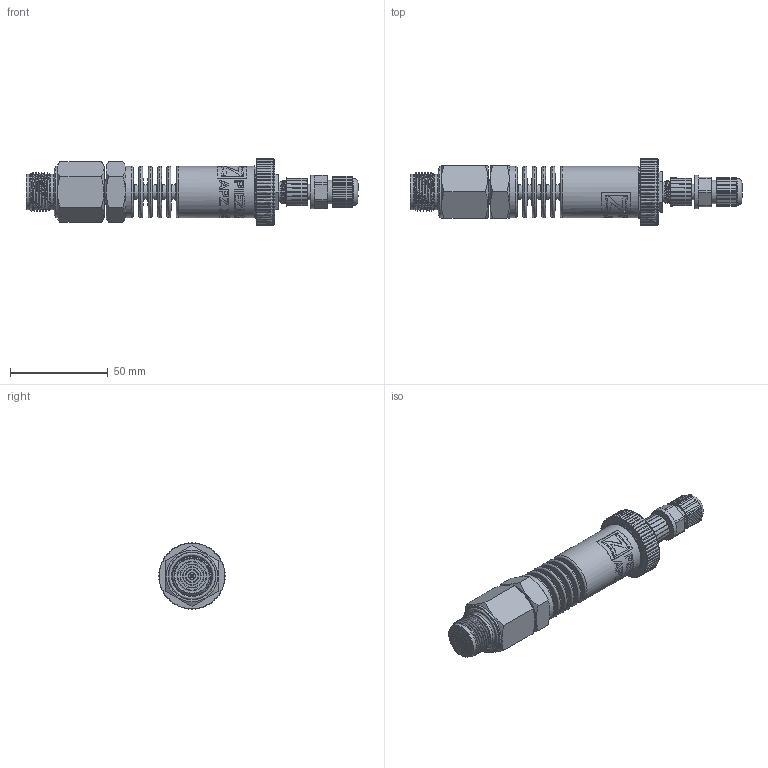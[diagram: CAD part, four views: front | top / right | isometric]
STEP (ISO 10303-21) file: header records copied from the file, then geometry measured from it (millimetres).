
FILE_DESCRIPTION(/* description */ (''),/* implementation_level */ '2;1');
FILE_NAME(/* name */ 'APZ3420m_M20x1,5DIN-flush_radiator_4.step',/* time_stamp */ '2021-07-06T15:39:49+03:00',/* author */ (''),/* organization */ (''),/* preprocessor_version */ 'ST-DEVELOPER v18.1',/* originating_system */ 'Autodesk Translation Framework v10.9.0.1377',/* authorisation */ '');
FILE_SCHEMA (('AUTOMOTIVE_DESIGN { 1 0 10303 214 3 1 1 }'));
Length unit declared in the file: millimetre
Products named in the file (7): АПЗ 3420м заполненная; G 1/4 EN Radiator; OMAL nut M27x1.5; Ш100.000.002; M12x1 male; M12x1 female straight; M20x1,5DIN diaphragm 18 v8
Assembly tree (6 placements, depth 2):
  АПЗ 3420м заполненная
    G 1/4 EN Radiator
    OMAL nut M27x1.5
    Ш100.000.002
    M12x1 male
    M12x1 female straight
    M20x1,5DIN diaphragm 18 v8
Bounding box: 170.05 x 34 x 34 mm (x, y, z)
Volume: 70655.4 mm3; surface area: 31589 mm2
Topology: 19 solids, 19 shells, 1069 faces, 2959 edges, 1980 vertices
Faces by surface type: bspline 508, plane 289, cylinder 181, cone 51, torus 40
Full cylindrical faces by diameter (mm): 1 x12, 1.5 x4, 2 x1, 3.3 x1, 4 x1, 5 x2, 5.1 x1, 7.3 x1, 7.5 x5, 8 x3, 8.2 x1, 9.5 x2, 10.293 x1, 10.6 x2, 10.741 x6, 11 x1, 11.445 x5, 11.884 x5, 12 x1, 13.157 x9, 14 x2, 14.137 x4, 14.526 x3, 15.85 x3, 16.203 x3, 17 x1, 18 x2, 18.137 x5, 19.85 x4, 21 x1
Entity records: 65956 total; most frequent: CARTESIAN_POINT 42402, ORIENTED_EDGE 5916, DIRECTION 3111, EDGE_CURVE 2958, VERTEX_POINT 1980, B_SPLINE_CURVE_WITH_KNOTS 1356, EDGE_LOOP 1142, FACE_OUTER_BOUND 1069
